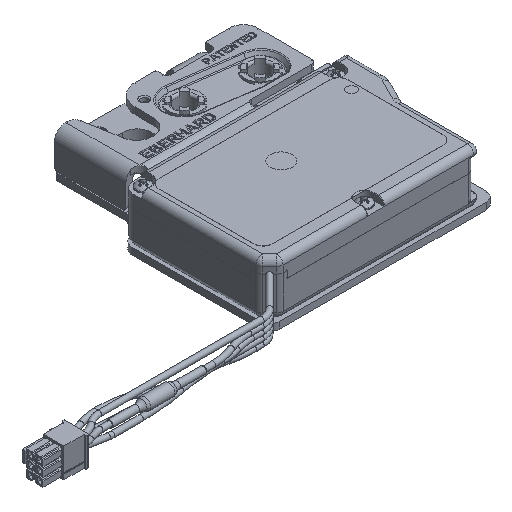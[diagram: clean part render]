
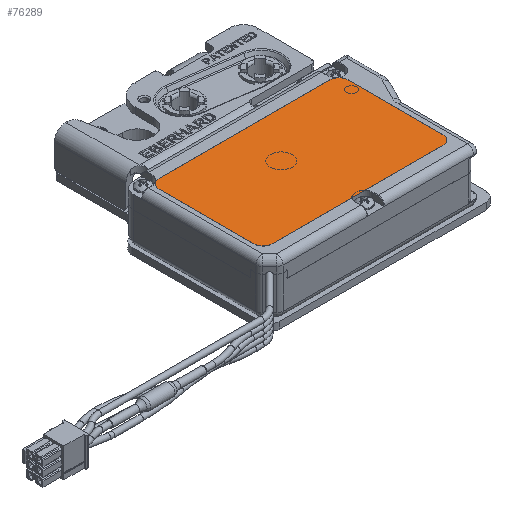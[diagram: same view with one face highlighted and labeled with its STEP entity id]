
A CAD part, isometric view. The second image highlights one B-rep face of the part: STEP entity #76289.
In plain terms, the highlighted planar face has unit normal (0, 0, 1).
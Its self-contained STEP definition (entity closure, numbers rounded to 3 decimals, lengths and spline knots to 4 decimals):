
#7947=PLANE('',#82517);
#11931=FACE_OUTER_BOUND('',#16161,.T.);
#16161=EDGE_LOOP('',(#71604,#71605,#71606,#71607,#71608,#71609,#71610,#71611));
#22931=LINE('',#150850,#29713);
#22935=LINE('',#150862,#29717);
#22939=LINE('',#150874,#29721);
#22943=LINE('',#150884,#29725);
#29713=VECTOR('',#100612,0.3937);
#29717=VECTOR('',#100624,0.3937);
#29721=VECTOR('',#100636,0.3937);
#29725=VECTOR('',#100648,0.3937);
#31745=CIRCLE('',#82502,0.125);
#31747=CIRCLE('',#82506,0.125);
#31749=CIRCLE('',#82510,0.125);
#31751=CIRCLE('',#82514,0.125);
#38904=VERTEX_POINT('',#150841);
#38905=VERTEX_POINT('',#150843);
#38907=VERTEX_POINT('',#150849);
#38909=VERTEX_POINT('',#150855);
#38911=VERTEX_POINT('',#150861);
#38913=VERTEX_POINT('',#150867);
#38915=VERTEX_POINT('',#150873);
#38917=VERTEX_POINT('',#150879);
#49794=EDGE_CURVE('',#38905,#38904,#31745,.T.);
#49797=EDGE_CURVE('',#38907,#38905,#22931,.T.);
#49800=EDGE_CURVE('',#38909,#38907,#31747,.T.);
#49803=EDGE_CURVE('',#38911,#38909,#22935,.T.);
#49806=EDGE_CURVE('',#38913,#38911,#31749,.T.);
#49809=EDGE_CURVE('',#38915,#38913,#22939,.T.);
#49812=EDGE_CURVE('',#38917,#38915,#31751,.T.);
#49815=EDGE_CURVE('',#38904,#38917,#22943,.T.);
#71604=ORIENTED_EDGE('',*,*,#49806,.T.);
#71605=ORIENTED_EDGE('',*,*,#49803,.T.);
#71606=ORIENTED_EDGE('',*,*,#49800,.T.);
#71607=ORIENTED_EDGE('',*,*,#49797,.T.);
#71608=ORIENTED_EDGE('',*,*,#49794,.T.);
#71609=ORIENTED_EDGE('',*,*,#49815,.T.);
#71610=ORIENTED_EDGE('',*,*,#49812,.T.);
#71611=ORIENTED_EDGE('',*,*,#49809,.T.);
#76289=ADVANCED_FACE('',(#11931),#7947,.T.);
#82502=AXIS2_PLACEMENT_3D('',#150844,#100606,#100607);
#82506=AXIS2_PLACEMENT_3D('',#150856,#100618,#100619);
#82510=AXIS2_PLACEMENT_3D('',#150868,#100630,#100631);
#82514=AXIS2_PLACEMENT_3D('',#150880,#100642,#100643);
#82517=AXIS2_PLACEMENT_3D('',#150886,#100651,#100652);
#100606=DIRECTION('center_axis',(0.,0.,1.));
#100607=DIRECTION('ref_axis',(1.,0.,0.));
#100612=DIRECTION('',(0.,-1.,0.));
#100618=DIRECTION('center_axis',(0.,0.,1.));
#100619=DIRECTION('ref_axis',(0.,-1.,0.));
#100624=DIRECTION('',(-1.,0.,0.));
#100630=DIRECTION('center_axis',(0.,0.,1.));
#100631=DIRECTION('ref_axis',(-1.,0.,0.));
#100636=DIRECTION('',(0.,1.,0.));
#100642=DIRECTION('center_axis',(0.,0.,1.));
#100643=DIRECTION('ref_axis',(0.,1.,0.));
#100648=DIRECTION('',(1.,0.,0.));
#100651=DIRECTION('center_axis',(0.,0.,1.));
#100652=DIRECTION('ref_axis',(1.,0.,0.));
#150841=CARTESIAN_POINT('',(-1.125,-0.75,0.001));
#150843=CARTESIAN_POINT('',(-1.25,-0.625,0.001));
#150844=CARTESIAN_POINT('Origin',(-1.125,-0.625,0.001));
#150849=CARTESIAN_POINT('',(-1.25,0.625,0.001));
#150850=CARTESIAN_POINT('',(-1.25,0.3125,0.001));
#150855=CARTESIAN_POINT('',(-1.125,0.75,0.001));
#150856=CARTESIAN_POINT('Origin',(-1.125,0.625,0.001));
#150861=CARTESIAN_POINT('',(1.125,0.75,0.001));
#150862=CARTESIAN_POINT('',(0.5625,0.75,0.001));
#150867=CARTESIAN_POINT('',(1.25,0.625,0.001));
#150868=CARTESIAN_POINT('Origin',(1.125,0.625,0.001));
#150873=CARTESIAN_POINT('',(1.25,-0.625,0.001));
#150874=CARTESIAN_POINT('',(1.25,-0.3125,0.001));
#150879=CARTESIAN_POINT('',(1.125,-0.75,0.001));
#150880=CARTESIAN_POINT('Origin',(1.125,-0.625,0.001));
#150884=CARTESIAN_POINT('',(-0.5625,-0.75,0.001));
#150886=CARTESIAN_POINT('Origin',(0.,0.,
0.001));
